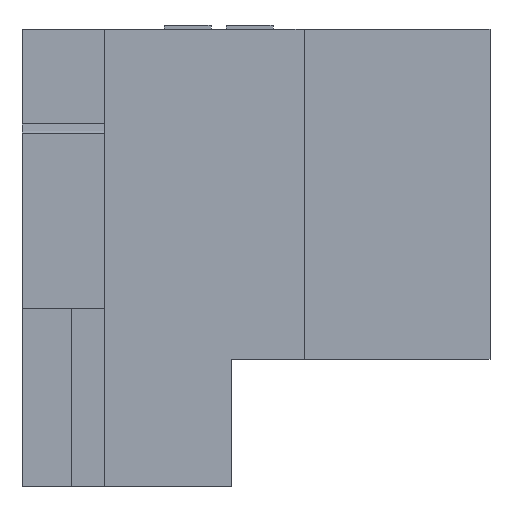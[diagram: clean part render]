
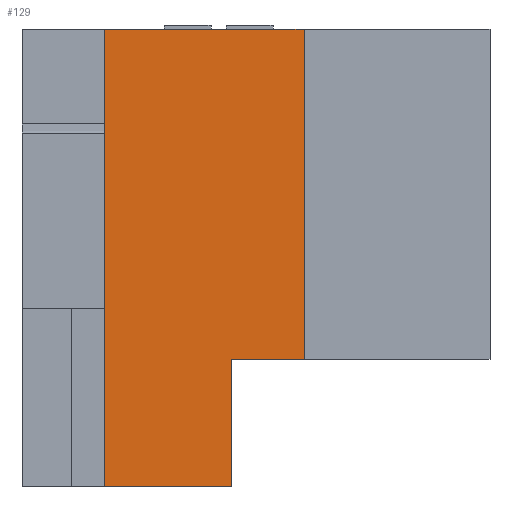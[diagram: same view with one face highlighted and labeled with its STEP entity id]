
A CAD part, left-side view. The second image highlights one B-rep face of the part: STEP entity #129.
In plain terms, the highlighted planar face has unit normal (-1, 0, 0).
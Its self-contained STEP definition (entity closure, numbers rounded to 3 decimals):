
#129=ADVANCED_FACE('',(#269),#199,.T.);
#199=PLANE('',#1580);
#269=FACE_OUTER_BOUND('',#344,.T.);
#344=EDGE_LOOP('',(#571,#572,#573,#574,#575,#576));
#571=ORIENTED_EDGE('',*,*,#1063,.T.);
#572=ORIENTED_EDGE('',*,*,#1064,.T.);
#573=ORIENTED_EDGE('',*,*,#1062,.F.);
#574=ORIENTED_EDGE('',*,*,#1065,.F.);
#575=ORIENTED_EDGE('',*,*,#1054,.T.);
#576=ORIENTED_EDGE('',*,*,#1066,.F.);
#887=VERTEX_POINT('',#2242);
#888=VERTEX_POINT('',#2244);
#893=VERTEX_POINT('',#2257);
#894=VERTEX_POINT('',#2259);
#895=VERTEX_POINT('',#2263);
#896=VERTEX_POINT('',#2264);
#1054=EDGE_CURVE('',#888,#887,#1249,.T.);
#1062=EDGE_CURVE('',#894,#893,#1257,.T.);
#1063=EDGE_CURVE('',#895,#896,#1258,.T.);
#1064=EDGE_CURVE('',#896,#893,#1259,.T.);
#1065=EDGE_CURVE('',#888,#894,#1260,.T.);
#1066=EDGE_CURVE('',#895,#887,#1261,.T.);
#1249=LINE('',#2243,#1438);
#1257=LINE('',#2260,#1446);
#1258=LINE('',#2262,#1447);
#1259=LINE('',#2265,#1448);
#1260=LINE('',#2266,#1449);
#1261=LINE('',#2267,#1450);
#1438=VECTOR('',#1827,1.);
#1446=VECTOR('',#1839,1.);
#1447=VECTOR('',#1842,1.);
#1448=VECTOR('',#1843,1.);
#1449=VECTOR('',#1844,1.);
#1450=VECTOR('',#1845,1.);
#1580=AXIS2_PLACEMENT_3D('',#2268,#1846,#1847);
#1827=DIRECTION('',(0.,0.,-1.));
#1839=DIRECTION('',(0.,0.,-1.));
#1842=DIRECTION('',(0.,0.,1.));
#1843=DIRECTION('',(0.,-1.,0.));
#1844=DIRECTION('',(0.,-1.,0.));
#1845=DIRECTION('',(0.,1.,0.));
#1846=DIRECTION('',(-1.,0.,0.));
#1847=DIRECTION('',(0.,-1.,0.));
#2242=CARTESIAN_POINT('',(16.832,54.822,0.));
#2243=CARTESIAN_POINT('',(16.832,54.822,14.75));
#2244=CARTESIAN_POINT('',(16.832,54.822,14.75));
#2257=CARTESIAN_POINT('',(16.832,48.372,4.1));
#2259=CARTESIAN_POINT('',(16.832,48.372,14.75));
#2260=CARTESIAN_POINT('',(16.832,48.372,14.75));
#2262=CARTESIAN_POINT('',(16.832,50.722,0.));
#2263=CARTESIAN_POINT('',(16.832,50.722,0.));
#2264=CARTESIAN_POINT('',(16.832,50.722,4.1));
#2265=CARTESIAN_POINT('',(16.832,50.722,4.1));
#2266=CARTESIAN_POINT('',(16.832,54.822,14.75));
#2267=CARTESIAN_POINT('',(16.832,50.722,0.));
#2268=CARTESIAN_POINT('',(16.832,54.822,0.));
